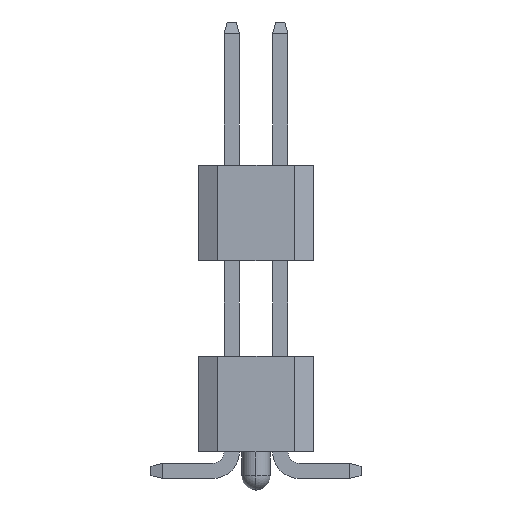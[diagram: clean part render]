
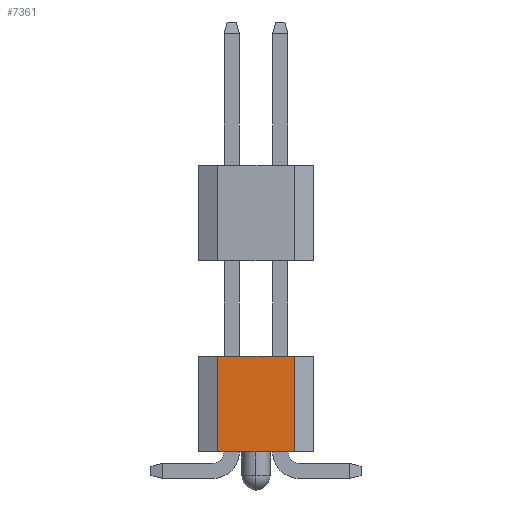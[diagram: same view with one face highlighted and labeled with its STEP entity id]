
A CAD part, left-side view. The second image highlights one B-rep face of the part: STEP entity #7361.
In plain terms, the highlighted planar face has unit normal (-1, 0, 0).
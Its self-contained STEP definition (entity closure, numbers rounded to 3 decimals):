
#835 = CARTESIAN_POINT ( 'NONE',  ( -8.89, 1., 0. ) ) ;
#875 = ORIENTED_EDGE ( 'NONE', *, *, #41204, .T. ) ;
#2047 = CARTESIAN_POINT ( 'NONE',  ( -8.89, -1.5, 2.5 ) ) ;
#2858 = LINE ( 'NONE', #38152, #34162 ) ;
#5164 = EDGE_CURVE ( 'NONE', #38211, #32429, #39896, .T. ) ;
#5467 = VECTOR ( 'NONE', #34579, 1000. ) ;
#6543 = EDGE_CURVE ( 'NONE', #17936, #38211, #2858, .T. ) ;
#7361 = ADVANCED_FACE ( 'NONE', ( #38265 ), #24065, .F. ) ;
#7479 = CARTESIAN_POINT ( 'NONE',  ( -8.89, -1.5, 2.5 ) ) ;
#11259 = DIRECTION ( 'NONE',  ( 0., -1., 0. ) ) ;
#12688 = DIRECTION ( 'NONE',  ( 1., 0., 0. ) ) ;
#14470 = EDGE_CURVE ( 'NONE', #22610, #32429, #39074, .T. ) ;
#14967 = CARTESIAN_POINT ( 'NONE',  ( -8.89, 1., 2.5 ) ) ;
#17936 = VERTEX_POINT ( 'NONE', #835 ) ;
#19351 = CARTESIAN_POINT ( 'NONE',  ( -8.89, -1., 0. ) ) ;
#20378 = CARTESIAN_POINT ( 'NONE',  ( -8.89, -1., 0. ) ) ;
#22525 = AXIS2_PLACEMENT_3D ( 'NONE', #2047, #12688, #30701 ) ;
#22610 = VERTEX_POINT ( 'NONE', #19351 ) ;
#23428 = VECTOR ( 'NONE', #23641, 1000. ) ;
#23641 = DIRECTION ( 'NONE',  ( 0., -1., 0. ) ) ;
#24065 = PLANE ( 'NONE',  #22525 ) ;
#27421 = CARTESIAN_POINT ( 'NONE',  ( -8.89, -1.5, 0. ) ) ;
#27644 = LINE ( 'NONE', #27421, #23428 ) ;
#28804 = VECTOR ( 'NONE', #11259, 1000. ) ;
#30701 = DIRECTION ( 'NONE',  ( 0., 0., -1. ) ) ;
#31825 = ORIENTED_EDGE ( 'NONE', *, *, #6543, .F. ) ;
#32429 = VERTEX_POINT ( 'NONE', #34476 ) ;
#34162 = VECTOR ( 'NONE', #45929, 1000. ) ;
#34476 = CARTESIAN_POINT ( 'NONE',  ( -8.89, -1., 2.5 ) ) ;
#34579 = DIRECTION ( 'NONE',  ( 0., 0., 1. ) ) ;
#34616 = ORIENTED_EDGE ( 'NONE', *, *, #14470, .T. ) ;
#38152 = CARTESIAN_POINT ( 'NONE',  ( -8.89, 1., 0. ) ) ;
#38211 = VERTEX_POINT ( 'NONE', #14967 ) ;
#38265 = FACE_OUTER_BOUND ( 'NONE', #45267, .T. ) ;
#39074 = LINE ( 'NONE', #20378, #5467 ) ;
#39896 = LINE ( 'NONE', #7479, #28804 ) ;
#41204 = EDGE_CURVE ( 'NONE', #17936, #22610, #27644, .T. ) ;
#45267 = EDGE_LOOP ( 'NONE', ( #875, #34616, #45631, #31825 ) ) ;
#45631 = ORIENTED_EDGE ( 'NONE', *, *, #5164, .F. ) ;
#45929 = DIRECTION ( 'NONE',  ( 0., 0., 1. ) ) ;
